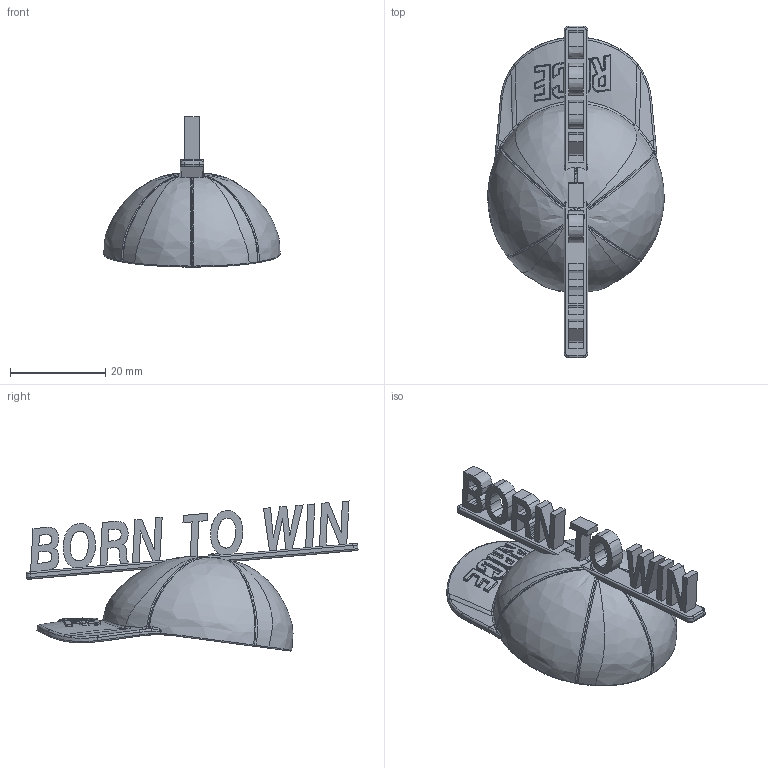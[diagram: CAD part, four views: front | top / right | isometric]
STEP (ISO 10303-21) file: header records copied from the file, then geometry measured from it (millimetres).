
FILE_DESCRIPTION((''),'2;1');
FILE_NAME('KAPPE_25','2020-01-14T',('tmatzinger'),(''),'PRO/ENGINEER BY PARAMETRIC TECHNOLOGY CORPORATION, 2016240','PRO/ENGINEER BY PARAMETRIC TECHNOLOGY CORPORATION, 2016240','');
FILE_SCHEMA(('AUTOMOTIVE_DESIGN { 1 0 10303 214 1 1 1 1 }'));
Products named in the file (1): KAPPE_25
Bounding box: 36.95 x 69.58 x 31.47 mm (x, y, z)
Volume: 7161.4 mm3; surface area: 9352.4 mm2
Topology: 1 solids, 2 shells, 695 faces, 1703 edges, 1017 vertices
Faces by surface type: bspline 371, plane 142, cylinder 71, extrusion 66, sphere 27, torus 16, cone 2
Entity records: 49671 total; most frequent: CARTESIAN_POINT 31147, ORIENTED_EDGE 3394, PRESENTATION_STYLE_ASSIGNMENT 1698, STYLED_ITEM 1698, CURVE_STYLE 1697, EDGE_CURVE 1697, DIRECTION 1605, B_SPLINE_CURVE_WITH_KNOTS 1040
